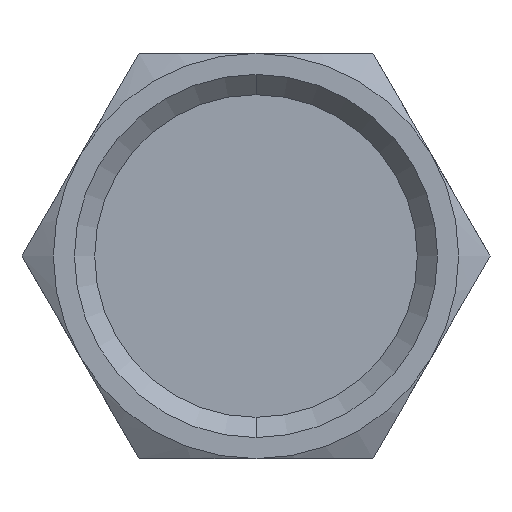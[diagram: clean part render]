
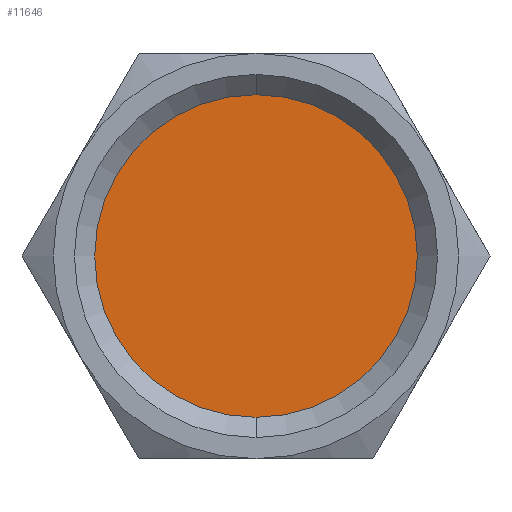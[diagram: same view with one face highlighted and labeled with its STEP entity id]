
A CAD part, front view. The second image highlights one B-rep face of the part: STEP entity #11646.
In plain terms, the highlighted planar face has unit normal (0, -1, 0).
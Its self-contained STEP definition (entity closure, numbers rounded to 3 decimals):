
#366 = AXIS2_PLACEMENT_3D ( 'NONE', #6192, #6193, #6194 ) ;
#6104 = EDGE_CURVE ( 'NONE', #23675, #23673, #12373, .T. ) ;
#6131 = FACE_OUTER_BOUND ( 'NONE', #9126, .T. ) ;
#6184 = PLANE ( 'NONE',  #366 ) ;
#6192 = CARTESIAN_POINT ( 'NONE',  ( 0., 1.873, 0. ) ) ;
#6193 = DIRECTION ( 'NONE',  ( 0., -1., 0. ) ) ;
#6194 = DIRECTION ( 'NONE',  ( 1., 0., 0. ) ) ;
#9126 = EDGE_LOOP ( 'NONE', ( #23617, #23618 ) ) ;
#11646 = ADVANCED_FACE ( 'NONE', ( #6131 ), #6184, .T. ) ;
#12373 = CIRCLE ( 'NONE', #22713, 9.55 ) ;
#13158 = CIRCLE ( 'NONE', #23754, 9.55 ) ;
#16704 = CARTESIAN_POINT ( 'NONE',  ( 0., 1.873, 0. ) ) ;
#16705 = DIRECTION ( 'NONE',  ( 0., 1., 0. ) ) ;
#16706 = DIRECTION ( 'NONE',  ( 1., 0., 0. ) ) ;
#19446 = EDGE_CURVE ( 'NONE', #23673, #23675, #13158, .T. ) ;
#22261 = CARTESIAN_POINT ( 'NONE',  ( 0., 1.873, -9.55 ) ) ;
#22263 = CARTESIAN_POINT ( 'NONE',  ( 0., 1.873, 9.55 ) ) ;
#22446 = CARTESIAN_POINT ( 'NONE',  ( 0., 1.873, 0. ) ) ;
#22447 = DIRECTION ( 'NONE',  ( 0., 1., 0. ) ) ;
#22448 = DIRECTION ( 'NONE',  ( 1., 0., 0. ) ) ;
#22713 = AXIS2_PLACEMENT_3D ( 'NONE', #22446, #22447, #22448 ) ;
#23617 = ORIENTED_EDGE ( 'NONE', *, *, #19446, .F. ) ;
#23618 = ORIENTED_EDGE ( 'NONE', *, *, #6104, .F. ) ;
#23673 = VERTEX_POINT ( 'NONE', #22261 ) ;
#23675 = VERTEX_POINT ( 'NONE', #22263 ) ;
#23754 = AXIS2_PLACEMENT_3D ( 'NONE', #16704, #16705, #16706 ) ;
